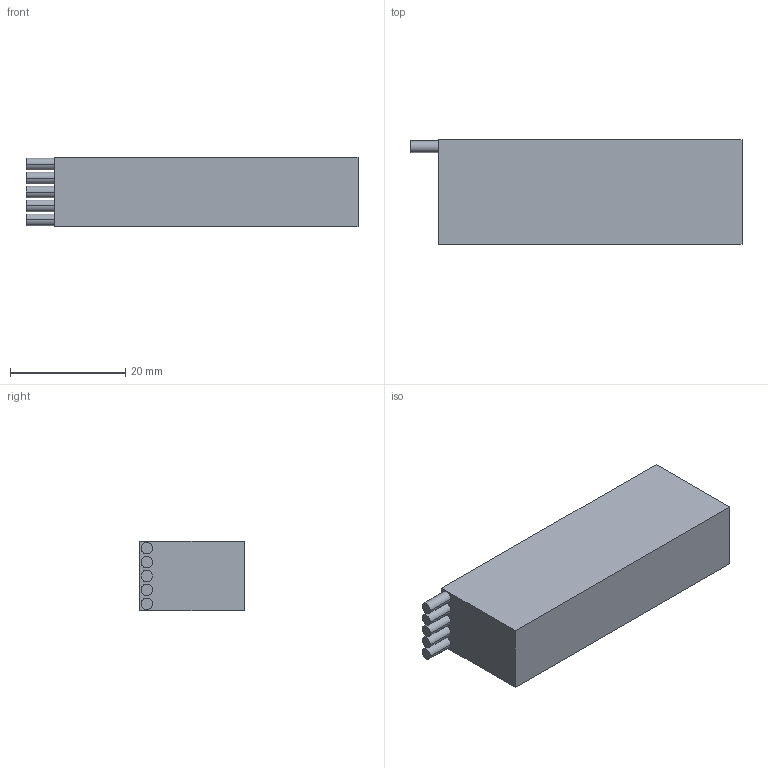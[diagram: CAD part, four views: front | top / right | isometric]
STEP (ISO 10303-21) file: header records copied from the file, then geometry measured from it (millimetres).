
FILE_DESCRIPTION (( 'STEP AP214' ), '1' );
FILE_NAME ('0_1_DmMc_BetaFPV_300mah2s.STEP', '2022-11-28T03:52:33', ( '' ), ( '' ), 'SwSTEP 2.0', 'SolidWorks 2022', '' );
FILE_SCHEMA (( 'AUTOMOTIVE_DESIGN' ));
Length unit declared in the file: millimetre
Products named in the file (1): 0_1_DmMc_BetaFPV_300mah2s
Bounding box: 57.5 x 18.05 x 12.05 mm (x, y, z)
Volume: 11486.7 mm3; surface area: 3794.5 mm2
Topology: 1 solids, 1 shells, 255 faces, 678 edges, 452 vertices
Faces by surface type: plane 131, bspline 114, cylinder 10
Entity records: 13194 total; most frequent: CARTESIAN_POINT 7572, ORIENTED_EDGE 1356, DIRECTION 754, EDGE_CURVE 678, VERTEX_POINT 452, LINE 430, VECTOR 430, EDGE_LOOP 282
